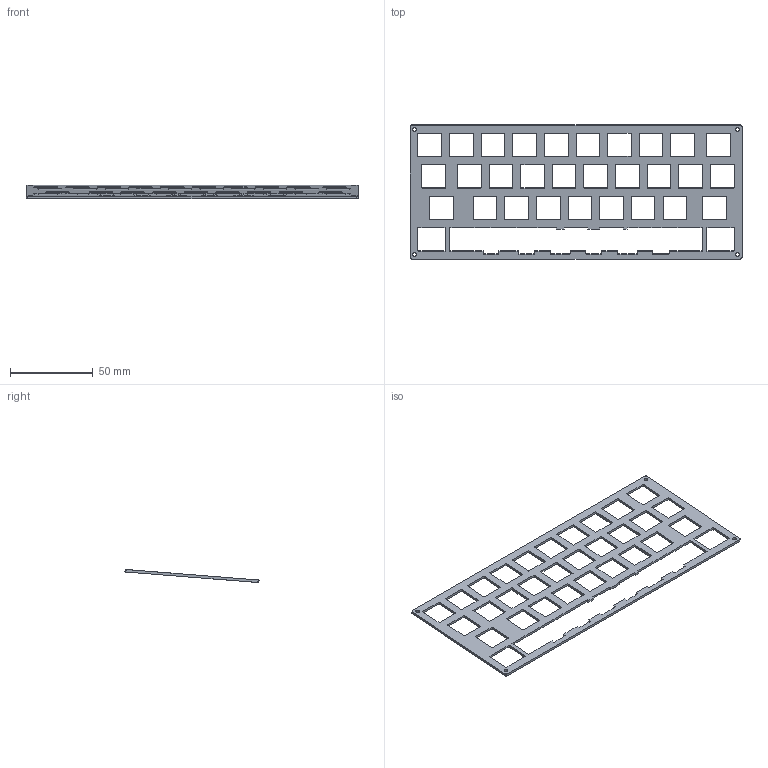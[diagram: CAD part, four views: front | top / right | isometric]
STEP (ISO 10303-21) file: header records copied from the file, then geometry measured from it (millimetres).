
FILE_DESCRIPTION(/* description */ ('KiCad electronic assembly'),/* implementation_level */ '2;1');
FILE_NAME(/* name */ 'qaz_ble_top_plate.step',/* time_stamp */ '2025-08-07T02:19:36+09:00',/* author */ (''),/* organization */ (''),/* preprocessor_version */ 'ST-DEVELOPER v20.1',/* originating_system */ 'Autodesk Translation Framework v14.10.0.0',/* authorisation */ '');
FILE_SCHEMA (('AUTOMOTIVE_DESIGN { 1 0 10303 214 3 1 1 }'));
Length unit declared in the file: millimetre
Products named in the file (7): qaz_ble_v2_switch_plate____ 1; QAZ BLEs(Preview); QAZ BLEs; QAZ BLE; QAZ BLE(4Row); QAZ BLE Case(4Row); QAZ BLE Top Plate(4Row)
Assembly tree (6 placements, depth 7):
  qaz_ble_v2_switch_plate____ 1
    QAZ BLEs(Preview)
      QAZ BLEs
        QAZ BLE
          QAZ BLE(4Row)
            QAZ BLE Case(4Row)
              QAZ BLE Top Plate(4Row)
Bounding box: 200.03 x 80.83 x 7.92 mm (x, y, z)
Volume: 11480.9 mm3; surface area: 19297.4 mm2
Topology: 1 solids, 1 shells, 384 faces, 1146 edges, 764 vertices
Faces by surface type: plane 228, cylinder 156
Full cylindrical faces by diameter (mm): 2.2 x4
Entity records: 13246 total; most frequent: CARTESIAN_POINT 2307, ORIENTED_EDGE 2292, DIRECTION 2252, EDGE_CURVE 1146, LINE 834, VECTOR 834, VERTEX_POINT 764, AXIS2_PLACEMENT_3D 709
